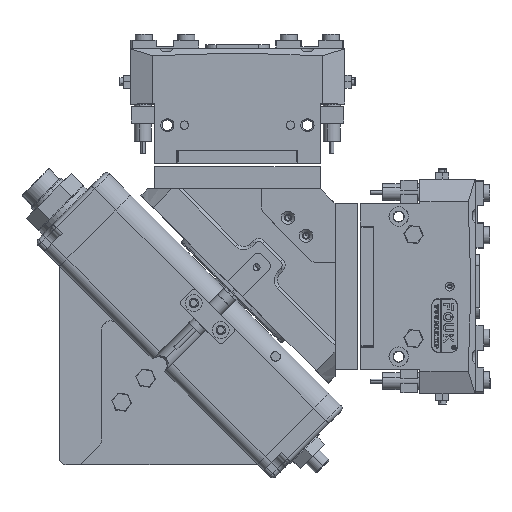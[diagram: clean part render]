
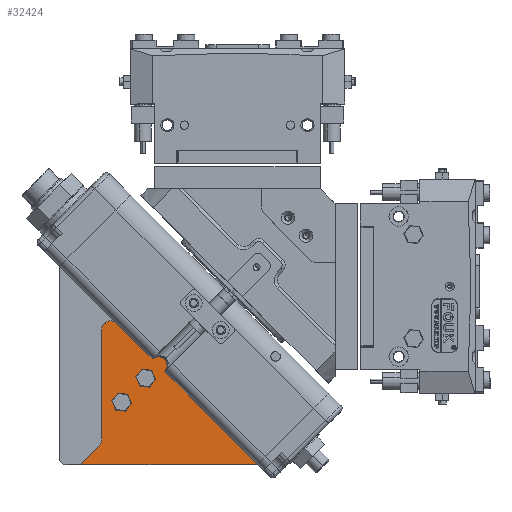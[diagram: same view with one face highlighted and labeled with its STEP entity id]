
A CAD part, top view. The second image highlights one B-rep face of the part: STEP entity #32424.
In plain terms, the highlighted planar face has unit normal (0, 0, 1).
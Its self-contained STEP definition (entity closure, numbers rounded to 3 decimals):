
#312 = VECTOR ( 'NONE', #32834, 1000. ) ;
#1310 = CARTESIAN_POINT ( 'NONE',  ( 12.935, -19.06, 207.7 ) ) ;
#1365 = CARTESIAN_POINT ( 'NONE',  ( 13.802, -85.66, 207.7 ) ) ;
#2059 = VECTOR ( 'NONE', #27925, 1000. ) ;
#3187 = VERTEX_POINT ( 'NONE', #1365 ) ;
#3287 = EDGE_CURVE ( 'NONE', #29815, #26237, #50186, .T. ) ;
#3984 = CARTESIAN_POINT ( 'NONE',  ( 53.496, -41.683, 207.7 ) ) ;
#5138 = VERTEX_POINT ( 'NONE', #41487 ) ;
#5235 = CARTESIAN_POINT ( 'NONE',  ( 50.471, -38.99, 207.7 ) ) ;
#6011 = VECTOR ( 'NONE', #11980, 1000. ) ;
#6803 = CIRCLE ( 'NONE', #31037, 4. ) ;
#6859 = CARTESIAN_POINT ( 'NONE',  ( 25.067, -19.06, 207.7 ) ) ;
#7905 = CARTESIAN_POINT ( 'NONE',  ( 23.802, -21.978, 207.7 ) ) ;
#8017 = LINE ( 'NONE', #24773, #48186 ) ;
#8026 = ORIENTED_EDGE ( 'NONE', *, *, #65166, .F. ) ;
#8780 = DIRECTION ( 'NONE',  ( 0., 0., -1. ) ) ;
#9388 = VERTEX_POINT ( 'NONE', #28017 ) ;
#10653 = DIRECTION ( 'NONE',  ( -1., 0., 0. ) ) ;
#10949 = LINE ( 'NONE', #13082, #21446 ) ;
#11262 = EDGE_CURVE ( 'NONE', #12738, #61815, #19407, .T. ) ;
#11887 = AXIS2_PLACEMENT_3D ( 'NONE', #23772, #59690, #29174 ) ;
#11980 = DIRECTION ( 'NONE',  ( 1., -0.029, 0. ) ) ;
#12087 = CARTESIAN_POINT ( 'NONE',  ( 23.802, -75.66, 207.7 ) ) ;
#12738 = VERTEX_POINT ( 'NONE', #41807 ) ;
#13082 = CARTESIAN_POINT ( 'NONE',  ( 53.496, -41.683, 207.7 ) ) ;
#13417 = VECTOR ( 'NONE', #51608, 1000. ) ;
#13468 = DIRECTION ( 'NONE',  ( -0.707, 0.707, 0. ) ) ;
#13539 = DIRECTION ( 'NONE',  ( 0.707, -0.707, 0. ) ) ;
#13918 = CARTESIAN_POINT ( 'NONE',  ( 18.802, -73.588, 207.7 ) ) ;
#16332 = VERTEX_POINT ( 'NONE', #6859 ) ;
#16602 = ORIENTED_EDGE ( 'NONE', *, *, #65262, .F. ) ;
#17774 = VECTOR ( 'NONE', #13539, 1000. ) ;
#18091 = AXIS2_PLACEMENT_3D ( 'NONE', #13918, #8780, #34613 ) ;
#19407 = LINE ( 'NONE', #65266, #17774 ) ;
#19623 = EDGE_CURVE ( 'NONE', #16332, #45281, #43732, .T. ) ;
#21273 = LINE ( 'NONE', #21935, #6011 ) ;
#21446 = VECTOR ( 'NONE', #28655, 1000. ) ;
#21935 = CARTESIAN_POINT ( 'NONE',  ( 47.435, -35.955, 207.7 ) ) ;
#23772 = CARTESIAN_POINT ( 'NONE',  ( 27.802, -21.978, 207.7 ) ) ;
#23782 = VECTOR ( 'NONE', #10653, 1000. ) ;
#24398 = ORIENTED_EDGE ( 'NONE', *, *, #11262, .F. ) ;
#24572 = CARTESIAN_POINT ( 'NONE',  ( 22.337, -77.124, 207.7 ) ) ;
#24773 = CARTESIAN_POINT ( 'NONE',  ( 13.802, -85.66, 207.7 ) ) ;
#25756 = CARTESIAN_POINT ( 'NONE',  ( 27.802, -21.978, 207.7 ) ) ;
#25814 = CARTESIAN_POINT ( 'NONE',  ( 27.802, -21.978, 207.7 ) ) ;
#25933 = CARTESIAN_POINT ( 'NONE',  ( 53.506, -42.026, 207.7 ) ) ;
#26237 = VERTEX_POINT ( 'NONE', #61629 ) ;
#27127 = EDGE_CURVE ( 'NONE', #9388, #3187, #43080, .T. ) ;
#27435 = VERTEX_POINT ( 'NONE', #24572 ) ;
#27460 = VERTEX_POINT ( 'NONE', #60073 ) ;
#27925 = DIRECTION ( 'NONE',  ( 0., 1., 0. ) ) ;
#28004 = ORIENTED_EDGE ( 'NONE', *, *, #3287, .T. ) ;
#28017 = CARTESIAN_POINT ( 'NONE',  ( 97.14, -85.66, 207.7 ) ) ;
#28655 = DIRECTION ( 'NONE',  ( 0.029, -1., 0. ) ) ;
#28801 = DIRECTION ( 'NONE',  ( 0., 0., -1. ) ) ;
#29174 = DIRECTION ( 'NONE',  ( -0.707, 0.707, 0. ) ) ;
#29669 = FACE_OUTER_BOUND ( 'NONE', #41042, .T. ) ;
#29815 = VERTEX_POINT ( 'NONE', #7905 ) ;
#29916 = EDGE_CURVE ( 'NONE', #26237, #27435, #36248, .T. ) ;
#30197 = DIRECTION ( 'NONE',  ( -0.707, -0.707, 0. ) ) ;
#30236 = LINE ( 'NONE', #64084, #2059 ) ;
#30301 = CARTESIAN_POINT ( 'NONE',  ( 53.506, -42.026, 207.7 ) ) ;
#31037 = AXIS2_PLACEMENT_3D ( 'NONE', #25814, #36573, #51651 ) ;
#32424 = ADVANCED_FACE ( 'NONE', ( #29669 ), #60912, .F. ) ;
#32834 = DIRECTION ( 'NONE',  ( 0., -1., 0. ) ) ;
#32835 = ORIENTED_EDGE ( 'NONE', *, *, #64054, .F. ) ;
#33748 = EDGE_CURVE ( 'NONE', #50306, #9388, #64135, .T. ) ;
#34613 = DIRECTION ( 'NONE',  ( -0.707, 0.707, 0. ) ) ;
#35301 = DIRECTION ( 'NONE',  ( -0.707, 0.707, 0. ) ) ;
#36248 = CIRCLE ( 'NONE', #18091, 5. ) ;
#36324 = ORIENTED_EDGE ( 'NONE', *, *, #40493, .T. ) ;
#36522 = DIRECTION ( 'NONE',  ( -0.707, 0.707, 0. ) ) ;
#36573 = DIRECTION ( 'NONE',  ( 0., 0., 1. ) ) ;
#37023 = EDGE_CURVE ( 'NONE', #27435, #3187, #8017, .T. ) ;
#37262 = VERTEX_POINT ( 'NONE', #42964 ) ;
#39034 = DIRECTION ( 'NONE',  ( 1., 0., 0. ) ) ;
#40493 = EDGE_CURVE ( 'NONE', #12738, #27460, #6803, .T. ) ;
#41042 = EDGE_LOOP ( 'NONE', ( #8026, #64675, #53192, #48887, #28004, #57785, #55452, #49892, #42715, #32835, #16602, #55618, #24398, #36324 ) ) ;
#41487 = CARTESIAN_POINT ( 'NONE',  ( 47.778, -35.965, 207.7 ) ) ;
#41807 = CARTESIAN_POINT ( 'NONE',  ( 30.63, -19.15, 207.7 ) ) ;
#42715 = ORIENTED_EDGE ( 'NONE', *, *, #33748, .F. ) ;
#42964 = CARTESIAN_POINT ( 'NONE',  ( 25.592, -19.06, 207.7 ) ) ;
#43080 = LINE ( 'NONE', #46431, #23782 ) ;
#43732 = CIRCLE ( 'NONE', #11887, 4. ) ;
#44900 = AXIS2_PLACEMENT_3D ( 'NONE', #5235, #66342, #35301 ) ;
#45281 = VERTEX_POINT ( 'NONE', #63086 ) ;
#46255 = AXIS2_PLACEMENT_3D ( 'NONE', #48797, #28801, #13468 ) ;
#46431 = CARTESIAN_POINT ( 'NONE',  ( 97.14, -85.66, 207.7 ) ) ;
#46880 = DIRECTION ( 'NONE',  ( 0., 0., 1. ) ) ;
#48186 = VECTOR ( 'NONE', #30197, 1000. ) ;
#48797 = CARTESIAN_POINT ( 'NONE',  ( 50.471, -38.99, 207.7 ) ) ;
#48887 = ORIENTED_EDGE ( 'NONE', *, *, #52756, .T. ) ;
#49892 = ORIENTED_EDGE ( 'NONE', *, *, #27127, .F. ) ;
#50186 = LINE ( 'NONE', #12087, #312 ) ;
#50306 = VERTEX_POINT ( 'NONE', #25933 ) ;
#51608 = DIRECTION ( 'NONE',  ( 0.707, -0.707, 0. ) ) ;
#51651 = DIRECTION ( 'NONE',  ( -0.707, 0.707, 0. ) ) ;
#52733 = CIRCLE ( 'NONE', #46255, 4.05 ) ;
#52756 = EDGE_CURVE ( 'NONE', #45281, #29815, #64745, .T. ) ;
#52929 = EDGE_CURVE ( 'NONE', #61815, #5138, #21273, .T. ) ;
#53192 = ORIENTED_EDGE ( 'NONE', *, *, #19623, .T. ) ;
#55452 = ORIENTED_EDGE ( 'NONE', *, *, #37023, .T. ) ;
#55583 = AXIS2_PLACEMENT_3D ( 'NONE', #25756, #46880, #36522 ) ;
#55618 = ORIENTED_EDGE ( 'NONE', *, *, #52929, .F. ) ;
#56199 = VECTOR ( 'NONE', #39034, 1000. ) ;
#56520 = EDGE_CURVE ( 'NONE', #16332, #37262, #59423, .T. ) ;
#57117 = CARTESIAN_POINT ( 'NONE',  ( 47.435, -35.955, 207.7 ) ) ;
#57785 = ORIENTED_EDGE ( 'NONE', *, *, #29916, .T. ) ;
#59423 = LINE ( 'NONE', #1310, #56199 ) ;
#59690 = DIRECTION ( 'NONE',  ( 0., 0., 1. ) ) ;
#60073 = CARTESIAN_POINT ( 'NONE',  ( 25.592, -18.644, 207.7 ) ) ;
#60912 = PLANE ( 'NONE',  #44900 ) ;
#61629 = CARTESIAN_POINT ( 'NONE',  ( 23.802, -73.588, 207.7 ) ) ;
#61815 = VERTEX_POINT ( 'NONE', #57117 ) ;
#62073 = VERTEX_POINT ( 'NONE', #3984 ) ;
#63086 = CARTESIAN_POINT ( 'NONE',  ( 24.973, -19.15, 207.7 ) ) ;
#64054 = EDGE_CURVE ( 'NONE', #62073, #50306, #10949, .T. ) ;
#64084 = CARTESIAN_POINT ( 'NONE',  ( 25.592, -38.99, 207.7 ) ) ;
#64135 = LINE ( 'NONE', #30301, #13417 ) ;
#64675 = ORIENTED_EDGE ( 'NONE', *, *, #56520, .F. ) ;
#64745 = CIRCLE ( 'NONE', #55583, 4. ) ;
#65166 = EDGE_CURVE ( 'NONE', #37262, #27460, #30236, .T. ) ;
#65262 = EDGE_CURVE ( 'NONE', #5138, #62073, #52733, .T. ) ;
#65266 = CARTESIAN_POINT ( 'NONE',  ( 30.63, -19.15, 207.7 ) ) ;
#66342 = DIRECTION ( 'NONE',  ( 0., 0., -1. ) ) ;
